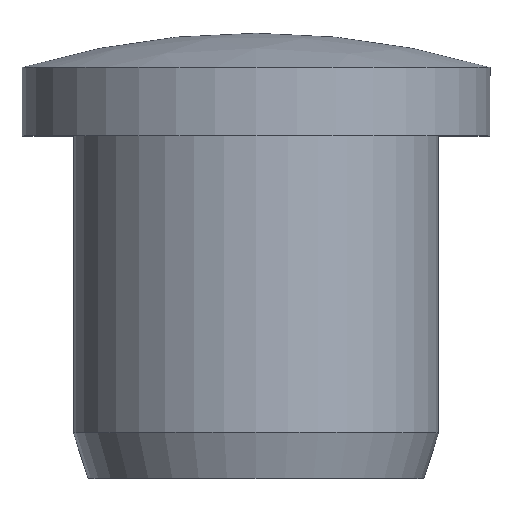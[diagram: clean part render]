
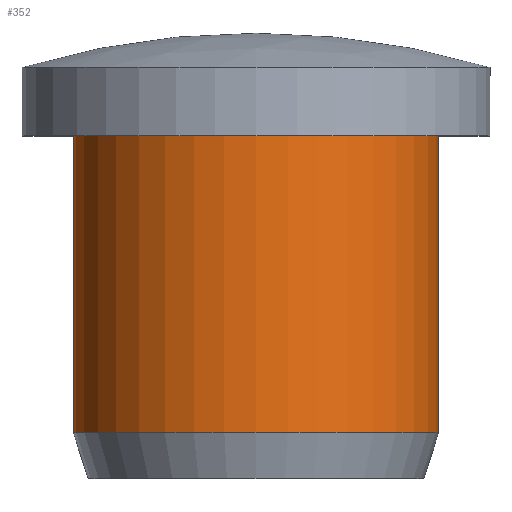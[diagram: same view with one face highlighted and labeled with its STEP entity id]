
A CAD part, top view. The second image highlights one B-rep face of the part: STEP entity #352.
In plain terms, the highlighted cylindrical face has radius 8 mm (diameter 16 mm), a partial arc.
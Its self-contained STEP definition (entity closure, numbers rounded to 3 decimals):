
#13 = ORIENTED_EDGE ( 'NONE', *, *, #43, .F. ) ;
#14 = CIRCLE ( 'NONE', #216, 8. ) ;
#18 = EDGE_CURVE ( 'NONE', #118, #317, #206, .T. ) ;
#33 = DIRECTION ( 'NONE',  ( 0., 1., 0. ) ) ;
#34 = DIRECTION ( 'NONE',  ( -1., 0., 0. ) ) ;
#37 = ORIENTED_EDGE ( 'NONE', *, *, #18, .F. ) ;
#43 = EDGE_CURVE ( 'NONE', #100, #118, #173, .T. ) ;
#62 = CARTESIAN_POINT ( 'NONE',  ( 0., 15., 0. ) ) ;
#74 = VECTOR ( 'NONE', #245, 1000. ) ;
#96 = FACE_OUTER_BOUND ( 'NONE', #148, .T. ) ;
#100 = VERTEX_POINT ( 'NONE', #135 ) ;
#112 = DIRECTION ( 'NONE',  ( -1., 0., 0. ) ) ;
#115 = CARTESIAN_POINT ( 'NONE',  ( 0., 2., 0. ) ) ;
#118 = VERTEX_POINT ( 'NONE', #218 ) ;
#135 = CARTESIAN_POINT ( 'NONE',  ( -8., 2., 0. ) ) ;
#140 = DIRECTION ( 'NONE',  ( 0., 1., 0. ) ) ;
#141 = AXIS2_PLACEMENT_3D ( 'NONE', #205, #33, #397 ) ;
#148 = EDGE_LOOP ( 'NONE', ( #203, #284, #37, #13 ) ) ;
#159 = VERTEX_POINT ( 'NONE', #253 ) ;
#173 = LINE ( 'NONE', #183, #74 ) ;
#183 = CARTESIAN_POINT ( 'NONE',  ( -8., 18.7, 0. ) ) ;
#201 = AXIS2_PLACEMENT_3D ( 'NONE', #62, #402, #34 ) ;
#202 = DIRECTION ( 'NONE',  ( 0., 1., 0. ) ) ;
#203 = ORIENTED_EDGE ( 'NONE', *, *, #268, .T. ) ;
#205 = CARTESIAN_POINT ( 'NONE',  ( 0., 18.7, 0. ) ) ;
#206 = CIRCLE ( 'NONE', #201, 8. ) ;
#216 = AXIS2_PLACEMENT_3D ( 'NONE', #115, #140, #112 ) ;
#218 = CARTESIAN_POINT ( 'NONE',  ( -8., 15., 0. ) ) ;
#235 = EDGE_CURVE ( 'NONE', #159, #317, #318, .T. ) ;
#245 = DIRECTION ( 'NONE',  ( 0., 1., 0. ) ) ;
#253 = CARTESIAN_POINT ( 'NONE',  ( 8., 2., 0. ) ) ;
#259 = CARTESIAN_POINT ( 'NONE',  ( 8., 18.7, 0. ) ) ;
#262 = CYLINDRICAL_SURFACE ( 'NONE', #141, 8. ) ;
#268 = EDGE_CURVE ( 'NONE', #100, #159, #14, .T. ) ;
#284 = ORIENTED_EDGE ( 'NONE', *, *, #235, .T. ) ;
#290 = VECTOR ( 'NONE', #202, 1000. ) ;
#307 = CARTESIAN_POINT ( 'NONE',  ( 8., 15., 0. ) ) ;
#317 = VERTEX_POINT ( 'NONE', #307 ) ;
#318 = LINE ( 'NONE', #259, #290 ) ;
#352 = ADVANCED_FACE ( 'NONE', ( #96 ), #262, .T. ) ;
#397 = DIRECTION ( 'NONE',  ( -1., 0., 0. ) ) ;
#402 = DIRECTION ( 'NONE',  ( 0., 1., 0. ) ) ;
